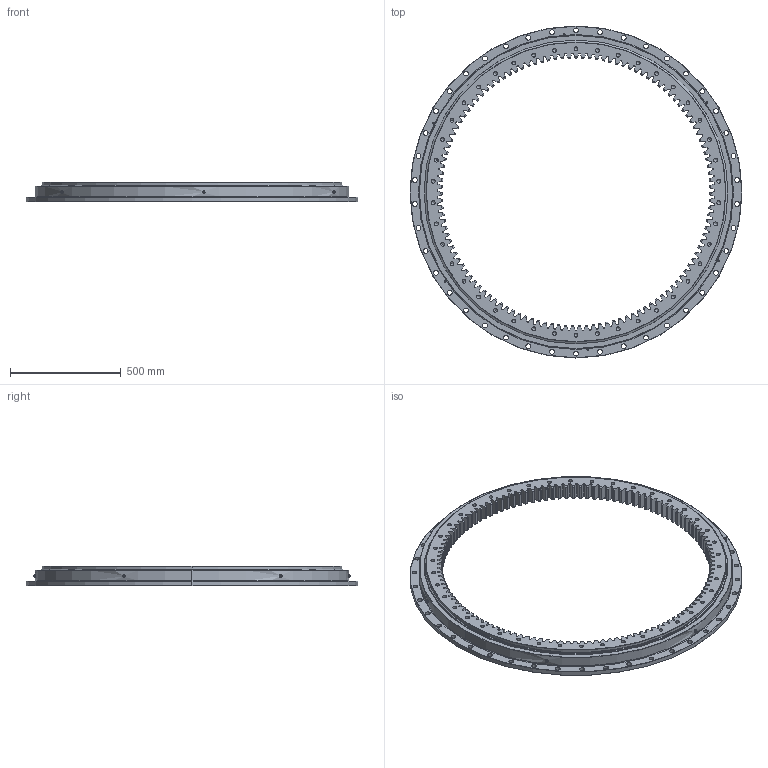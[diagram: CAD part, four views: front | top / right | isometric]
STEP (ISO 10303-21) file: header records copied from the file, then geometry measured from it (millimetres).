
FILE_DESCRIPTION (( 'STEP AP214' ), '1' );
FILE_NAME ('I.1500.32.00.C.STEP', '2019-02-25T07:53:26', ( '' ), ( '' ), 'SwSTEP 2.0', 'SolidWorks 2016', '' );
FILE_SCHEMA (( 'AUTOMOTIVE_DESIGN' ));
Length unit declared in the file: millimetre
Products named in the file (7): Ball D32; Grease nipple M10x1mm; B.1500.B32C.A3N.0 - IR Seal; B.1500.B32C.A3N.0 - OR; I.1500.32.00.C; B.1500.B32C.A3N.0 - IR; B.1500.B32C.A3N.0 - OR Seal
Assembly tree (124 placements, depth 2):
  I.1500.32.00.C
    B.1500.B32C.A3N.0 - IR
    B.1500.B32C.A3N.0 - OR
    Ball D32  x114
    B.1500.B32C.A3N.0 - IR Seal
    B.1500.B32C.A3N.0 - OR Seal
    Grease nipple M10x1mm  x6
Bounding box: 1500 x 1500 x 90 mm (x, y, z)
Volume: 29307207.5 mm3; surface area: 3663338.2 mm2
Topology: 124 solids, 124 shells, 2413 faces, 6994 edges, 4572 vertices
Faces by surface type: plane 813, bspline 492, cone 456, cylinder 363, sphere 228, torus 61
Entity records: 72265 total; most frequent: CARTESIAN_POINT 22856, ORIENTED_EDGE 11508, DIRECTION 7549, EDGE_CURVE 5754, VERTEX_POINT 3794, AXIS2_PLACEMENT_3D 2675, B_SPLINE_CURVE_WITH_KNOTS 2532, LINE 2199
